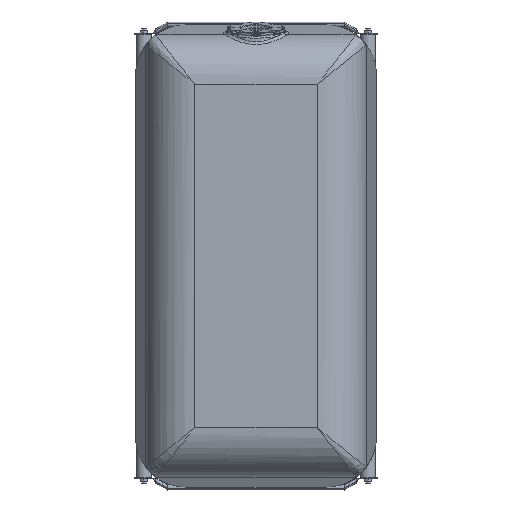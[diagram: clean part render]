
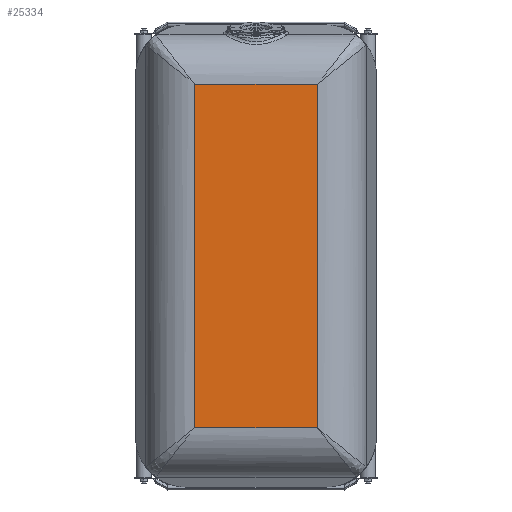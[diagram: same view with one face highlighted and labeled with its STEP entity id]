
A CAD part, front view. The second image highlights one B-rep face of the part: STEP entity #25334.
In plain terms, the highlighted planar face has unit normal (0, -1, 0).
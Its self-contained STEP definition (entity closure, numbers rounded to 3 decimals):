
#1853=PLANE('',#27105);
#2720=FACE_OUTER_BOUND('',#4174,.T.);
#4174=EDGE_LOOP('',(#18552,#18553,#18554,#18555));
#5753=LINE('',#42321,#7487);
#5756=LINE('',#42407,#7490);
#5758=LINE('',#42504,#7492);
#5795=LINE('',#43401,#7529);
#7487=VECTOR('',#30652,10.);
#7490=VECTOR('',#30665,10.);
#7492=VECTOR('',#30673,10.);
#7529=VECTOR('',#30838,10.);
#10740=VERTEX_POINT('',#42316);
#10741=VERTEX_POINT('',#42320);
#10742=VERTEX_POINT('',#42394);
#10745=VERTEX_POINT('',#42405);
#13508=EDGE_CURVE('',#10740,#10741,#5753,.T.);
#13516=EDGE_CURVE('',#10745,#10742,#5756,.T.);
#13522=EDGE_CURVE('',#10741,#10745,#5758,.T.);
#13610=EDGE_CURVE('',#10742,#10740,#5795,.T.);
#18552=ORIENTED_EDGE('',*,*,#13610,.F.);
#18553=ORIENTED_EDGE('',*,*,#13516,.F.);
#18554=ORIENTED_EDGE('',*,*,#13522,.F.);
#18555=ORIENTED_EDGE('',*,*,#13508,.F.);
#25334=ADVANCED_FACE('',(#2720),#1853,.T.);
#27105=AXIS2_PLACEMENT_3D('',#43408,#30849,#30850);
#30652=DIRECTION('',(0.,0.,-1.));
#30665=DIRECTION('',(0.,0.,1.));
#30673=DIRECTION('',(-1.,0.,0.));
#30838=DIRECTION('',(1.,0.,0.));
#30849=DIRECTION('center_axis',(0.,-1.,0.));
#30850=DIRECTION('ref_axis',(1.,0.,0.));
#42316=CARTESIAN_POINT('',(182.541,-655.,513.541));
#42320=CARTESIAN_POINT('',(182.541,-655.,-513.541));
#42321=CARTESIAN_POINT('',(182.541,-655.,-513.541));
#42394=CARTESIAN_POINT('',(-182.541,-655.,513.541));
#42405=CARTESIAN_POINT('',(-182.541,-655.,-513.541));
#42407=CARTESIAN_POINT('',(-182.541,-655.,691.));
#42504=CARTESIAN_POINT('',(-182.541,-655.,-513.541));
#43401=CARTESIAN_POINT('',(182.541,-655.,513.541));
#43408=CARTESIAN_POINT('Origin',(-360.,-655.,0.));
